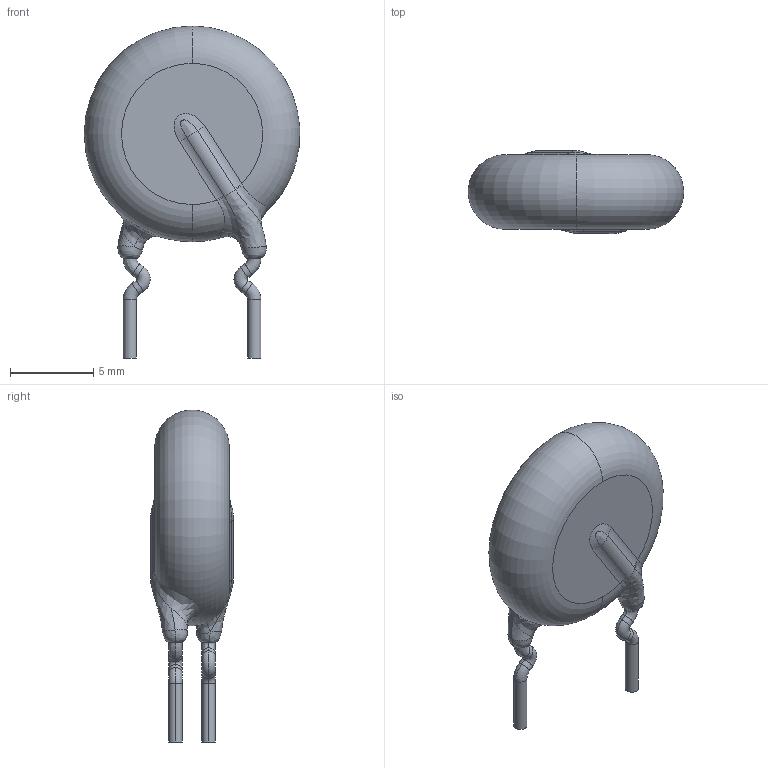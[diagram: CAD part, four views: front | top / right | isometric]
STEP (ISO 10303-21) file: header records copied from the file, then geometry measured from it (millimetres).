
FILE_DESCRIPTION (( 'STEP AP214' ), '1' );
FILE_NAME ('RES-TH_L13.0-W5.0-H19.0-P7.50-D0.8-S2.00.step', '2022-07-28T09:35:00', ( '' ), ( '' ), 'SwSTEP 2.0', 'SolidWorks 2020', '' );
FILE_SCHEMA (( 'AUTOMOTIVE_DESIGN' ));
Length unit declared in the file: millimetre
Products named in the file (1): RES-TH_L13.0-W5.0-H19.0-P7.50-D0.8-S2.00
Bounding box: 12.98 x 5 x 20 mm (x, y, z)
Volume: 537.2 mm3; surface area: 473.9 mm2
Topology: 14 solids, 14 shells, 289 faces, 753 edges, 492 vertices
Faces by surface type: plane 137, bspline 124, cylinder 18, torus 10
Entity records: 16401 total; most frequent: CARTESIAN_POINT 6825, ORIENTED_EDGE 1506, DIRECTION 881, EDGE_CURVE 753, VERTEX_POINT 492, VECTOR 437, LINE 437, UNCERTAINTY_MEASURE_WITH_UNIT 305
